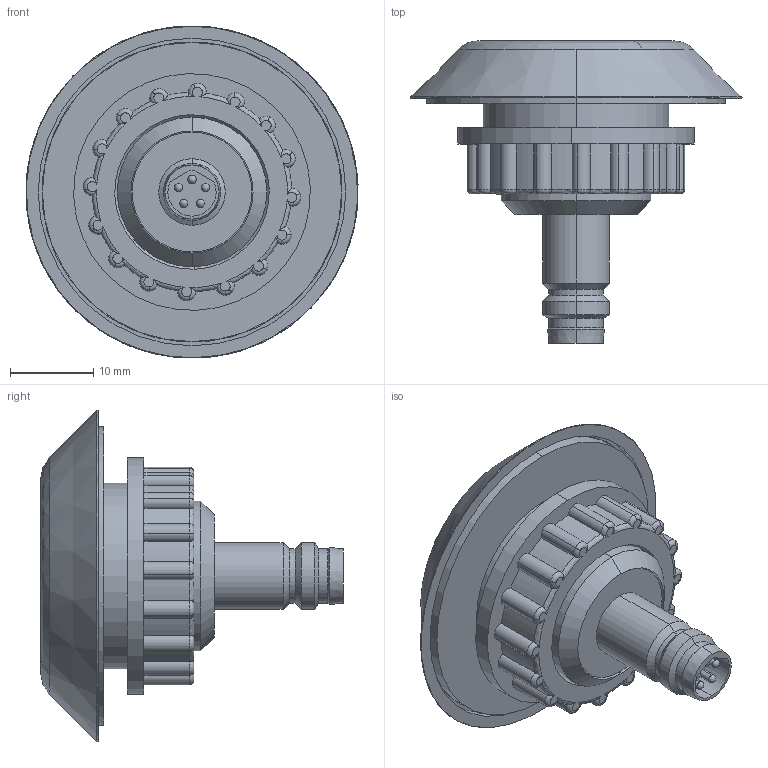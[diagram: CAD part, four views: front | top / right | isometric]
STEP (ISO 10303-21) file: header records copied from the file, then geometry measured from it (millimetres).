
FILE_DESCRIPTION (( 'STEP AP203' ), '1' );
FILE_NAME ('CHT1-158B-30.step', '2020-02-06T11:57:14', ( '' ), ( '' ), 'SwSTEP 2.0', 'SolidWorks 2019', '' );
FILE_SCHEMA (( 'CONFIG_CONTROL_DESIGN' ));
Length unit declared in the file: millimetre
Products named in the file (1): CHT1-158B-30
Bounding box: 39.95 x 36.4 x 39.94 mm (x, y, z)
Volume: 10989 mm3; surface area: 10253.4 mm2
Topology: 11 solids, 11 shells, 198 faces, 455 edges, 276 vertices
Faces by surface type: cylinder 92, torus 49, plane 26, cone 20, bspline 11
Entity records: 6020 total; most frequent: CARTESIAN_POINT 1379, DIRECTION 1080, ORIENTED_EDGE 890, AXIS2_PLACEMENT_3D 481, EDGE_CURVE 445, CIRCLE 293, VERTEX_POINT 276, EDGE_LOOP 211
